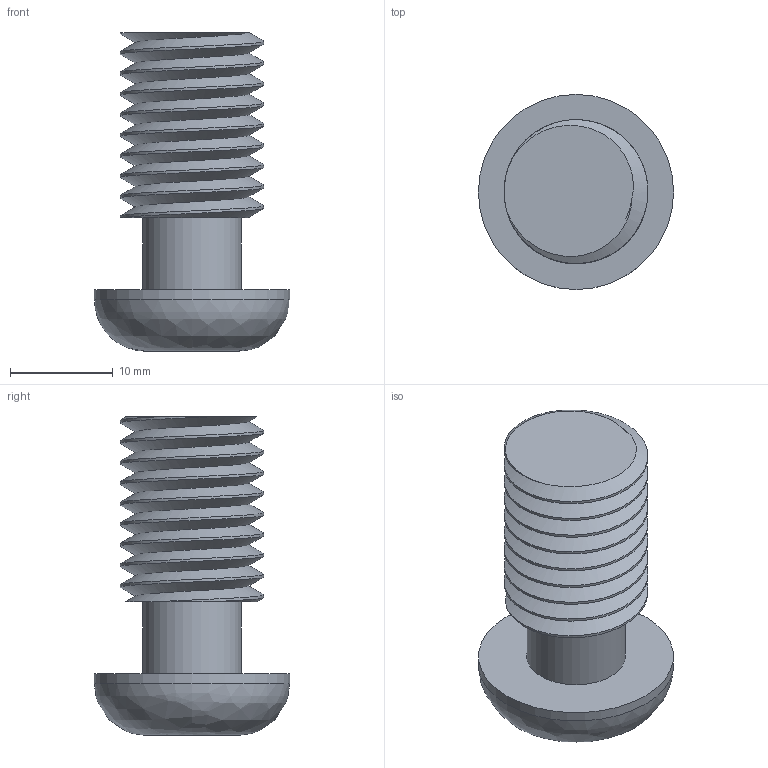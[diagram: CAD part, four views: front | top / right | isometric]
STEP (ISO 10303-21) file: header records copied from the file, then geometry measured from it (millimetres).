
FILE_DESCRIPTION(/* description */ ('Vite di giunzione cava 10'),/* implementation_level */ '2;1');
FILE_NAME(/* name */ 'PCS40-01.stp',/* time_stamp */ '2022-07-01T11:29:50+02:00',/* author */ ('USER'),/* organization */ ('Microsoft'),/* preprocessor_version */ 'ST-DEVELOPER v18.1',/* originating_system */ 'Autodesk Inventor 2021',/* authorisation */ '');
FILE_SCHEMA (('AUTOMOTIVE_DESIGN { 1 0 10303 214 3 1 1 }'));
Length unit declared in the file: millimetre
Products named in the file (1): PCS40-01
Bounding box: 19 x 19 x 31 mm (x, y, z)
Volume: 3868 mm3; surface area: 2612.2 mm2
Topology: 1 solids, 1 shells, 37 faces, 90 edges, 56 vertices
Faces by surface type: plane 21, cylinder 12, bspline 3, cone 1
Full cylindrical faces by diameter (mm): 9.6 x1, 14 x8, 19 x1
Entity records: 2543 total; most frequent: CARTESIAN_POINT 1707, ORIENTED_EDGE 178, DIRECTION 144, EDGE_CURVE 89, AXIS2_PLACEMENT_3D 57, VERTEX_POINT 56, EDGE_LOOP 39, FACE_OUTER_BOUND 37
